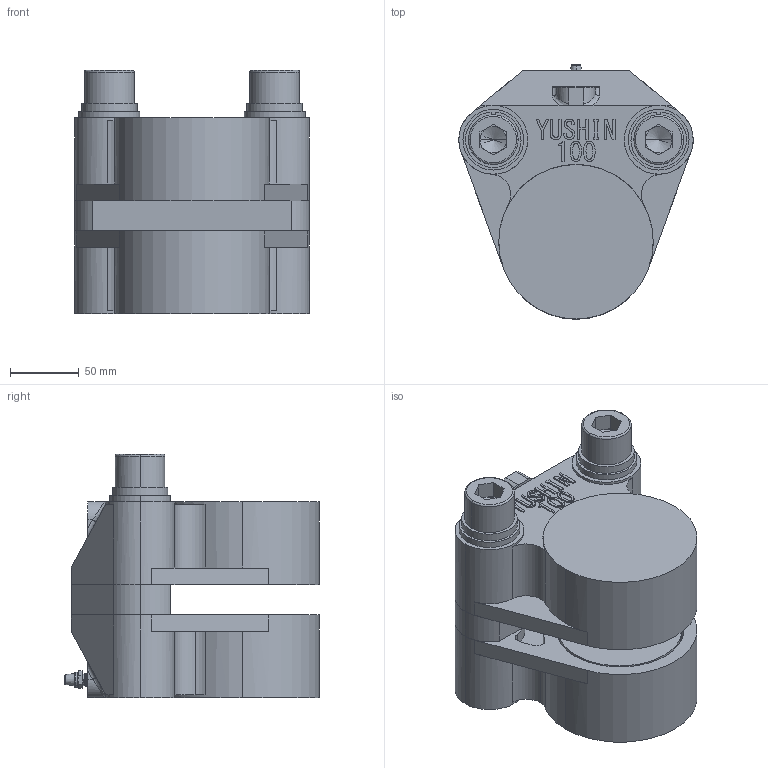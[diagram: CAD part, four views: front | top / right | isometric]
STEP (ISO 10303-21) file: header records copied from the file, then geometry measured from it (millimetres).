
FILE_DESCRIPTION (( 'STEP AP203' ), '1' );
FILE_NAME ('DBL-100(Web—p).STEP', '2024-11-22T01:00:45', ( '' ), ( '' ), 'SwSTEP 2.0', 'SolidWorks 2024', '' );
FILE_SCHEMA (( 'CONFIG_CONTROL_DESIGN' ));
Length unit declared in the file: millimetre
Products named in the file (1): DBL-100(Web用)
Bounding box: 170 x 184.64 x 176.4 mm (x, y, z)
Volume: 2454930.3 mm3; surface area: 201540.7 mm2
Topology: 1 solids, 1 shells, 655 faces, 1729 edges, 1109 vertices
Faces by surface type: plane 323, bspline 157, cylinder 111, cone 56, torus 8
Entity records: 27564 total; most frequent: CARTESIAN_POINT 12400, ORIENTED_EDGE 3442, DIRECTION 2616, EDGE_CURVE 1721, VERTEX_POINT 1109, LINE 976, VECTOR 976, AXIS2_PLACEMENT_3D 820
